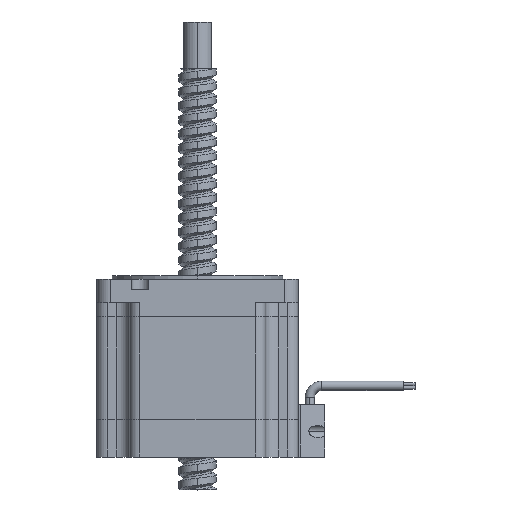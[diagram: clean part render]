
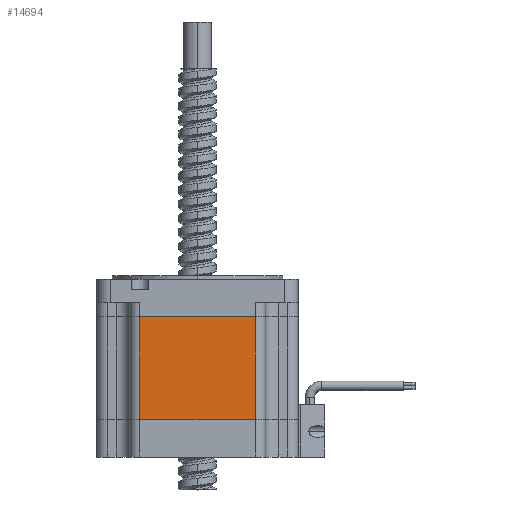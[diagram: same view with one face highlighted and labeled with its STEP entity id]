
A CAD part, top view. The second image highlights one B-rep face of the part: STEP entity #14694.
In plain terms, the highlighted planar face has unit normal (0, 0, 1).
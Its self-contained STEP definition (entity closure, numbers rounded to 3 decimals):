
#47 = CARTESIAN_POINT ( 'NONE',  ( 24.65, -6.008, 43. ) ) ;
#154 = AXIS2_PLACEMENT_3D ( 'NONE', #2771, #6299, #14284 ) ;
#352 = ORIENTED_EDGE ( 'NONE', *, *, #22361, .F. ) ;
#358 = DIRECTION ( 'NONE',  ( 1., 0., 0. ) ) ;
#587 = DIRECTION ( 'NONE',  ( 0., 1., 0. ) ) ;
#1030 = CARTESIAN_POINT ( 'NONE',  ( -24.65, -66., 43. ) ) ;
#1131 = CARTESIAN_POINT ( 'NONE',  ( 24.65, -66., 43. ) ) ;
#2084 = LINE ( 'NONE', #18315, #5334 ) ;
#2771 = CARTESIAN_POINT ( 'NONE',  ( 37.3, 10., 43. ) ) ;
#2871 = VECTOR ( 'NONE', #18989, 1000. ) ;
#2997 = LINE ( 'NONE', #1030, #2871 ) ;
#3363 = VERTEX_POINT ( 'NONE', #13809 ) ;
#5334 = VECTOR ( 'NONE', #358, 1000. ) ;
#5921 = CARTESIAN_POINT ( 'NONE',  ( -24.65, -6.008, 43. ) ) ;
#6299 = DIRECTION ( 'NONE',  ( 0., 0., -1. ) ) ;
#8667 = ORIENTED_EDGE ( 'NONE', *, *, #11009, .T. ) ;
#8951 = EDGE_LOOP ( 'NONE', ( #352, #8667, #21297, #14414 ) ) ;
#9638 = LINE ( 'NONE', #13679, #9965 ) ;
#9839 = VERTEX_POINT ( 'NONE', #5921 ) ;
#9965 = VECTOR ( 'NONE', #15401, 1000. ) ;
#10111 = FACE_OUTER_BOUND ( 'NONE', #8951, .T. ) ;
#10747 = VECTOR ( 'NONE', #587, 1000. ) ;
#11009 = EDGE_CURVE ( 'NONE', #25624, #24433, #12920, .T. ) ;
#12920 = LINE ( 'NONE', #1131, #10747 ) ;
#13679 = CARTESIAN_POINT ( 'NONE',  ( 37.3, -49.992, 43. ) ) ;
#13809 = CARTESIAN_POINT ( 'NONE',  ( -24.65, -49.992, 43. ) ) ;
#14284 = DIRECTION ( 'NONE',  ( -1., 0., 0. ) ) ;
#14414 = ORIENTED_EDGE ( 'NONE', *, *, #22894, .F. ) ;
#14694 = ADVANCED_FACE ( 'NONE', ( #10111 ), #21797, .F. ) ;
#15401 = DIRECTION ( 'NONE',  ( -1., 0., 0. ) ) ;
#18315 = CARTESIAN_POINT ( 'NONE',  ( 37.3, -6.008, 43. ) ) ;
#18989 = DIRECTION ( 'NONE',  ( 0., 1., 0. ) ) ;
#20874 = CARTESIAN_POINT ( 'NONE',  ( 24.65, -49.992, 43. ) ) ;
#21259 = EDGE_CURVE ( 'NONE', #9839, #24433, #2084, .T. ) ;
#21297 = ORIENTED_EDGE ( 'NONE', *, *, #21259, .F. ) ;
#21797 = PLANE ( 'NONE',  #154 ) ;
#22361 = EDGE_CURVE ( 'NONE', #25624, #3363, #9638, .T. ) ;
#22894 = EDGE_CURVE ( 'NONE', #3363, #9839, #2997, .T. ) ;
#24433 = VERTEX_POINT ( 'NONE', #47 ) ;
#25624 = VERTEX_POINT ( 'NONE', #20874 ) ;
